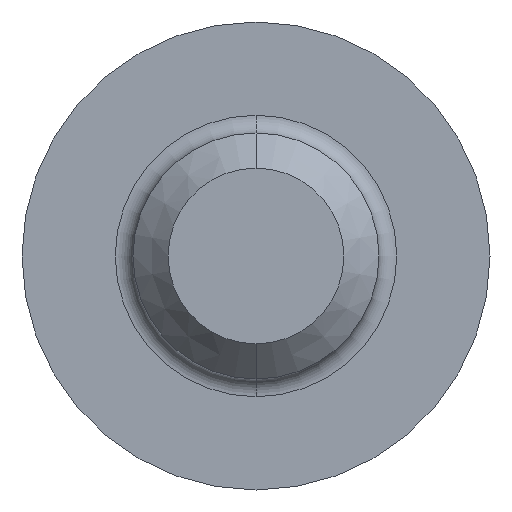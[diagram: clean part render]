
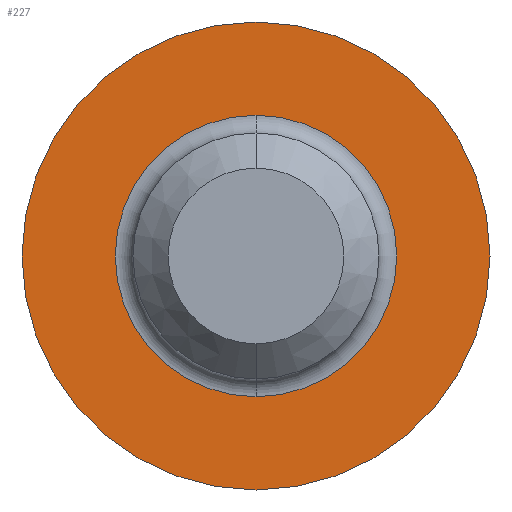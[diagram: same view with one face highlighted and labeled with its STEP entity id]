
A CAD part, front view. The second image highlights one B-rep face of the part: STEP entity #227.
In plain terms, the highlighted planar face has unit normal (0, -1, 0).
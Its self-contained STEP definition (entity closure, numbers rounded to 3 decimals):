
#31 = DIRECTION ( 'NONE',  ( 0., 0., -1. ) ) ;
#135 = EDGE_CURVE ( 'NONE', #182, #1172, #1043, .T. ) ;
#182 = VERTEX_POINT ( 'NONE', #629 ) ;
#208 = PLANE ( 'NONE',  #1248 ) ;
#217 = DIRECTION ( 'NONE',  ( 0., -1., 0. ) ) ;
#223 = FACE_BOUND ( 'NONE', #355, .T. ) ;
#227 = ADVANCED_FACE ( 'NONE', ( #223, #1271 ), #208, .T. ) ;
#287 = VERTEX_POINT ( 'NONE', #1018 ) ;
#288 = DIRECTION ( 'NONE',  ( 0., -1., 0. ) ) ;
#355 = EDGE_LOOP ( 'NONE', ( #885, #1136 ) ) ;
#367 = CIRCLE ( 'NONE', #728, 2.383 ) ;
#377 = EDGE_CURVE ( 'NONE', #909, #287, #616, .T. ) ;
#392 = AXIS2_PLACEMENT_3D ( 'NONE', #1288, #563, #1183 ) ;
#479 = ORIENTED_EDGE ( 'NONE', *, *, #993, .T. ) ;
#500 = DIRECTION ( 'NONE',  ( 0., -1., 0. ) ) ;
#555 = CIRCLE ( 'NONE', #983, 3.962 ) ;
#563 = DIRECTION ( 'NONE',  ( 0., -1., 0. ) ) ;
#616 = CIRCLE ( 'NONE', #392, 3.962 ) ;
#619 = AXIS2_PLACEMENT_3D ( 'NONE', #1241, #1049, #716 ) ;
#629 = CARTESIAN_POINT ( 'NONE',  ( 0., 0., -2.383 ) ) ;
#640 = CARTESIAN_POINT ( 'NONE',  ( 0., 0., 2.383 ) ) ;
#643 = EDGE_CURVE ( 'NONE', #1172, #182, #367, .T. ) ;
#676 = CARTESIAN_POINT ( 'NONE',  ( 0., 0., 0. ) ) ;
#701 = ORIENTED_EDGE ( 'NONE', *, *, #377, .T. ) ;
#709 = CARTESIAN_POINT ( 'NONE',  ( 0., 0., 0. ) ) ;
#716 = DIRECTION ( 'NONE',  ( 0., 0., -1. ) ) ;
#728 = AXIS2_PLACEMENT_3D ( 'NONE', #999, #288, #902 ) ;
#835 = CARTESIAN_POINT ( 'NONE',  ( 0., 0., -3.962 ) ) ;
#885 = ORIENTED_EDGE ( 'NONE', *, *, #135, .F. ) ;
#902 = DIRECTION ( 'NONE',  ( 0., 0., -1. ) ) ;
#909 = VERTEX_POINT ( 'NONE', #835 ) ;
#959 = EDGE_LOOP ( 'NONE', ( #701, #479 ) ) ;
#983 = AXIS2_PLACEMENT_3D ( 'NONE', #676, #500, #1013 ) ;
#993 = EDGE_CURVE ( 'NONE', #287, #909, #555, .T. ) ;
#999 = CARTESIAN_POINT ( 'NONE',  ( 0., 0., 0. ) ) ;
#1013 = DIRECTION ( 'NONE',  ( 0., 0., -1. ) ) ;
#1018 = CARTESIAN_POINT ( 'NONE',  ( 0., 0., 3.962 ) ) ;
#1043 = CIRCLE ( 'NONE', #619, 2.383 ) ;
#1049 = DIRECTION ( 'NONE',  ( 0., -1., 0. ) ) ;
#1136 = ORIENTED_EDGE ( 'NONE', *, *, #643, .F. ) ;
#1172 = VERTEX_POINT ( 'NONE', #640 ) ;
#1183 = DIRECTION ( 'NONE',  ( 0., 0., -1. ) ) ;
#1241 = CARTESIAN_POINT ( 'NONE',  ( 0., 0., 0. ) ) ;
#1248 = AXIS2_PLACEMENT_3D ( 'NONE', #709, #217, #31 ) ;
#1271 = FACE_OUTER_BOUND ( 'NONE', #959, .T. ) ;
#1288 = CARTESIAN_POINT ( 'NONE',  ( 0., 0., 0. ) ) ;
